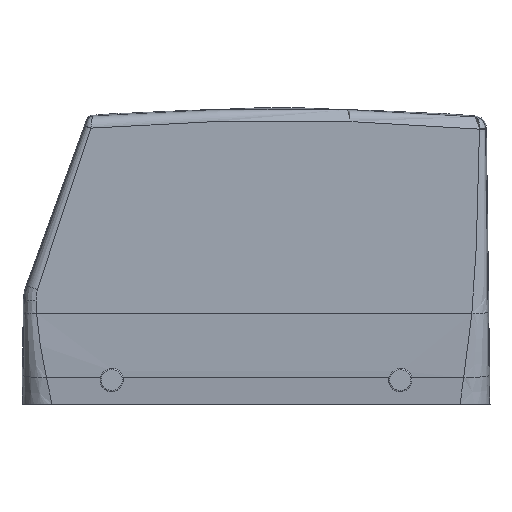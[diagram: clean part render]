
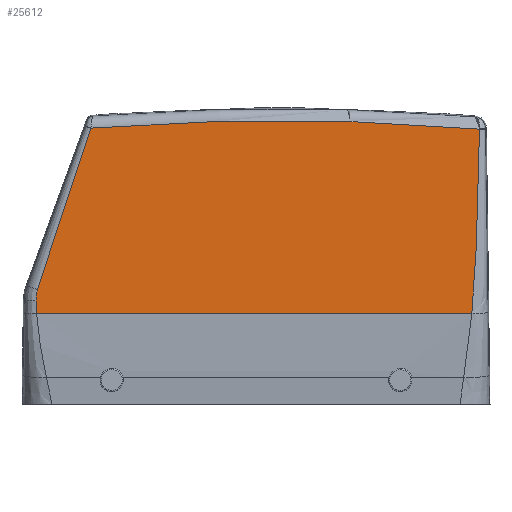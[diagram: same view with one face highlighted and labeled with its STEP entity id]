
A CAD part, left-side view. The second image highlights one B-rep face of the part: STEP entity #25612.
In plain terms, the highlighted planar face has unit normal (-1, 0, 0).
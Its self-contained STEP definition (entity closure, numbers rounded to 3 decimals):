
#25094=AXIS2_PLACEMENT_3D('Circle Axis2P3D',#25092,#25093,$) ;
#25514=AXIS2_PLACEMENT_3D('Plane Axis2P3D',#25511,#25512,#25513) ;
#23193=CARTESIAN_POINT('Vertex',(6.15,116.245,23.338)) ;
#25089=CARTESIAN_POINT('Vertex',(6.15,102.37,70.778)) ;
#25092=CARTESIAN_POINT('Axis2P3D Location',(6.15,54.,-524.)) ;
#25096=CARTESIAN_POINT('Vertex',(6.15,2.697,70.532)) ;
#25511=CARTESIAN_POINT('Axis2P3D Location',(6.15,-101.926,-53.43)) ;
#25517=CARTESIAN_POINT('Control Point',(6.15,116.05,29.399)) ;
#25518=CARTESIAN_POINT('Control Point',(6.15,115.97,29.656)) ;
#25519=CARTESIAN_POINT('Control Point',(6.15,115.889,29.913)) ;
#25520=CARTESIAN_POINT('Control Point',(6.15,115.809,30.17)) ;
#25521=CARTESIAN_POINT('Control Point',(6.15,115.556,30.974)) ;
#25522=CARTESIAN_POINT('Control Point',(6.15,115.303,31.778)) ;
#25523=CARTESIAN_POINT('Control Point',(6.15,115.13,32.325)) ;
#25524=CARTESIAN_POINT('Control Point',(6.15,114.61,33.966)) ;
#25525=CARTESIAN_POINT('Control Point',(6.15,114.086,35.606)) ;
#25526=CARTESIAN_POINT('Control Point',(6.15,113.735,36.699)) ;
#25527=CARTESIAN_POINT('Control Point',(6.15,111.901,42.4)) ;
#25528=CARTESIAN_POINT('Control Point',(6.15,110.039,48.099)) ;
#25529=CARTESIAN_POINT('Control Point',(6.15,108.534,52.674)) ;
#25530=CARTESIAN_POINT('Control Point',(6.15,106.592,58.476)) ;
#25531=CARTESIAN_POINT('Control Point',(6.15,104.618,64.26)) ;
#25532=CARTESIAN_POINT('Control Point',(6.15,104.206,65.462)) ;
#25533=CARTESIAN_POINT('Control Point',(6.15,103.655,67.063)) ;
#25534=CARTESIAN_POINT('Control Point',(6.15,103.102,68.663)) ;
#25535=CARTESIAN_POINT('Control Point',(6.15,102.964,69.063)) ;
#25536=CARTESIAN_POINT('Control Point',(6.15,102.76,69.652)) ;
#25537=CARTESIAN_POINT('Control Point',(6.15,102.556,70.241)) ;
#25538=CARTESIAN_POINT('Control Point',(6.15,102.493,70.423)) ;
#25539=CARTESIAN_POINT('Control Point',(6.15,102.431,70.601)) ;
#25540=CARTESIAN_POINT('Control Point',(6.15,102.37,70.778)) ;
#25541=CARTESIAN_POINT('Vertex',(6.15,116.05,29.399)) ;
#25545=CARTESIAN_POINT('Control Point',(6.15,116.395,26.457)) ;
#25546=CARTESIAN_POINT('Control Point',(6.15,116.403,26.595)) ;
#25547=CARTESIAN_POINT('Control Point',(6.15,116.408,26.732)) ;
#25548=CARTESIAN_POINT('Control Point',(6.15,116.41,26.87)) ;
#25549=CARTESIAN_POINT('Control Point',(6.15,116.408,27.462)) ;
#25550=CARTESIAN_POINT('Control Point',(6.15,116.354,28.056)) ;
#25551=CARTESIAN_POINT('Control Point',(6.15,116.283,28.51)) ;
#25552=CARTESIAN_POINT('Control Point',(6.15,116.18,28.959)) ;
#25553=CARTESIAN_POINT('Control Point',(6.15,116.05,29.399)) ;
#25554=CARTESIAN_POINT('Vertex',(6.15,116.395,26.457)) ;
#25558=CARTESIAN_POINT('Control Point',(6.15,116.245,23.338)) ;
#25559=CARTESIAN_POINT('Control Point',(6.15,116.282,23.963)) ;
#25560=CARTESIAN_POINT('Control Point',(6.15,116.315,24.587)) ;
#25561=CARTESIAN_POINT('Control Point',(6.15,116.344,25.21)) ;
#25562=CARTESIAN_POINT('Control Point',(6.15,116.37,25.834)) ;
#25563=CARTESIAN_POINT('Control Point',(6.15,116.395,26.457)) ;
#25565=CARTESIAN_POINT('Line Origine',(6.15,60.451,23.338)) ;
#25569=CARTESIAN_POINT('Vertex',(6.15,4.657,23.338)) ;
#25573=CARTESIAN_POINT('Control Point',(6.15,2.697,70.532)) ;
#25574=CARTESIAN_POINT('Control Point',(6.15,2.699,70.414)) ;
#25575=CARTESIAN_POINT('Control Point',(6.15,2.701,70.287)) ;
#25576=CARTESIAN_POINT('Control Point',(6.15,2.705,70.038)) ;
#25577=CARTESIAN_POINT('Control Point',(6.15,2.71,69.772)) ;
#25578=CARTESIAN_POINT('Control Point',(6.15,2.714,69.507)) ;
#25579=CARTESIAN_POINT('Control Point',(6.15,2.716,69.358)) ;
#25580=CARTESIAN_POINT('Control Point',(6.15,2.724,68.913)) ;
#25581=CARTESIAN_POINT('Control Point',(6.15,2.731,68.467)) ;
#25582=CARTESIAN_POINT('Control Point',(6.15,2.736,68.17)) ;
#25583=CARTESIAN_POINT('Control Point',(6.15,2.752,67.279)) ;
#25584=CARTESIAN_POINT('Control Point',(6.15,2.768,66.389)) ;
#25585=CARTESIAN_POINT('Control Point',(6.15,2.779,65.795)) ;
#25586=CARTESIAN_POINT('Control Point',(6.15,2.813,64.014)) ;
#25587=CARTESIAN_POINT('Control Point',(6.15,2.849,62.233)) ;
#25588=CARTESIAN_POINT('Control Point',(6.15,2.875,61.046)) ;
#25589=CARTESIAN_POINT('Control Point',(6.15,3.004,55.5)) ;
#25590=CARTESIAN_POINT('Control Point',(6.15,3.165,49.958)) ;
#25591=CARTESIAN_POINT('Control Point',(6.15,3.309,45.603)) ;
#25592=CARTESIAN_POINT('Control Point',(6.15,3.501,40.25)) ;
#25593=CARTESIAN_POINT('Control Point',(6.15,3.773,34.9)) ;
#25594=CARTESIAN_POINT('Control Point',(6.15,3.826,33.921)) ;
#25595=CARTESIAN_POINT('Control Point',(6.15,3.942,31.928)) ;
#25596=CARTESIAN_POINT('Control Point',(6.15,4.079,29.936)) ;
#25597=CARTESIAN_POINT('Control Point',(6.15,4.152,28.942)) ;
#25598=CARTESIAN_POINT('Control Point',(6.15,4.29,27.225)) ;
#25599=CARTESIAN_POINT('Control Point',(6.15,4.444,25.508)) ;
#25600=CARTESIAN_POINT('Control Point',(6.15,4.512,24.785)) ;
#25601=CARTESIAN_POINT('Control Point',(6.15,4.583,24.062)) ;
#25602=CARTESIAN_POINT('Control Point',(6.15,4.657,23.338)) ;
#25093=DIRECTION('Axis2P3D Direction',(-1.,0.,0.)) ;
#25512=DIRECTION('Axis2P3D Direction',(-1.,0.,0.)) ;
#25513=DIRECTION('Axis2P3D XDirection',(0.,-0.317,0.949)) ;
#25566=DIRECTION('Vector Direction',(0.,-1.,0.)) ;
#25567=VECTOR('Line Direction',#25566,1.) ;
#25605=ORIENTED_EDGE('',*,*,#25098,.F.) ;
#25606=ORIENTED_EDGE('',*,*,#25543,.T.) ;
#25607=ORIENTED_EDGE('',*,*,#25556,.T.) ;
#25608=ORIENTED_EDGE('',*,*,#25564,.T.) ;
#25609=ORIENTED_EDGE('',*,*,#25571,.T.) ;
#25610=ORIENTED_EDGE('',*,*,#25603,.T.) ;
#25612=ADVANCED_FACE('Hauptk\X2\00F6\X0\rper',(#25611),#25515,.T.) ;
#25516=B_SPLINE_CURVE_WITH_KNOTS('',5,(#25517,#25518,#25519,#25520,#25521,#25522,#25523,#25524,#25525,#25526,#25527,#25528,#25529,#25530,#25531,#25532,#25533,#25534,#25535,#25536,#25537,#25538,#25539,#25540),.UNSPECIFIED.,.F.,.U.,(6,3,3,3,3,3,3,6),(78.062,80.399,85.374,95.322,137.243,148.244,151.915,153.646),.UNSPECIFIED.) ;
#25544=B_SPLINE_CURVE_WITH_KNOTS('',5,(#25545,#25546,#25547,#25548,#25549,#25550,#25551,#25552,#25553),.UNSPECIFIED.,.F.,.U.,(6,3,6),(244.391,245.881,250.764),.UNSPECIFIED.) ;
#25557=B_SPLINE_CURVE_WITH_KNOTS('',5,(#25558,#25559,#25560,#25561,#25562,#25563),.UNSPECIFIED.,.F.,.U.,(6,6),(68.513,73.925),.UNSPECIFIED.) ;
#25572=B_SPLINE_CURVE_WITH_KNOTS('',5,(#25573,#25574,#25575,#25576,#25577,#25578,#25579,#25580,#25581,#25582,#25583,#25584,#25585,#25586,#25587,#25588,#25589,#25590,#25591,#25592,#25593,#25594,#25595,#25596,#25597,#25598,#25599,#25600,#25601,#25602),.UNSPECIFIED.,.F.,.U.,(6,3,3,3,3,3,3,3,3,6),(7.8,8.813,10.097,12.666,17.802,28.075,65.807,74.467,83.091,89.373),.UNSPECIFIED.) ;
#25095=CIRCLE('generated circle',#25094,596.741) ;
#25098=EDGE_CURVE('',#25090,#25097,#25095,.F.) ;
#25543=EDGE_CURVE('',#25090,#25542,#25516,.F.) ;
#25556=EDGE_CURVE('',#25542,#25555,#25544,.F.) ;
#25564=EDGE_CURVE('',#25555,#23194,#25557,.F.) ;
#25571=EDGE_CURVE('',#23194,#25570,#25568,.T.) ;
#25603=EDGE_CURVE('',#25570,#25097,#25572,.F.) ;
#25604=EDGE_LOOP('',(#25605,#25606,#25607,#25608,#25609,#25610)) ;
#25611=FACE_OUTER_BOUND('',#25604,.T.) ;
#25568=LINE('Line',#25565,#25567) ;
#25515=PLANE('',#25514) ;
#23194=VERTEX_POINT('',#23193) ;
#25090=VERTEX_POINT('',#25089) ;
#25097=VERTEX_POINT('',#25096) ;
#25542=VERTEX_POINT('',#25541) ;
#25555=VERTEX_POINT('',#25554) ;
#25570=VERTEX_POINT('',#25569) ;
